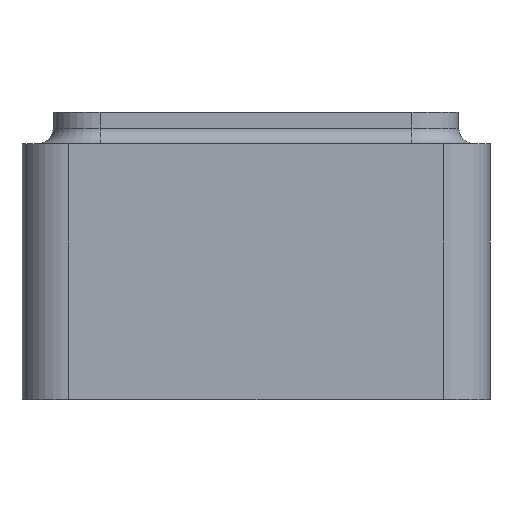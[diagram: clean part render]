
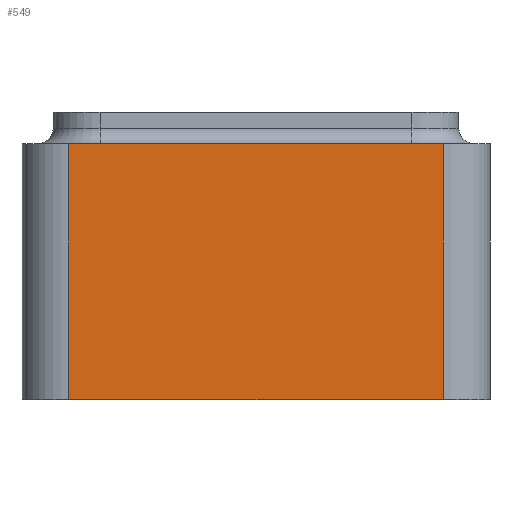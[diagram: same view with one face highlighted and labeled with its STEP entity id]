
A CAD part, left-side view. The second image highlights one B-rep face of the part: STEP entity #549.
In plain terms, the highlighted planar face has unit normal (-1, 0, 0).
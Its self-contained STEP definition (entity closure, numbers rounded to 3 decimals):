
#99=FACE_OUTER_BOUND('',#131,.T.);
#131=EDGE_LOOP('',(#483,#484,#485,#486));
#148=LINE('',#831,#196);
#167=LINE('',#911,#215);
#180=LINE('',#943,#228);
#181=LINE('',#945,#229);
#196=VECTOR('',#657,10.);
#215=VECTOR('',#744,10.);
#228=VECTOR('',#783,10.);
#229=VECTOR('',#786,10.);
#244=VERTEX_POINT('',#828);
#245=VERTEX_POINT('',#830);
#271=VERTEX_POINT('',#908);
#272=VERTEX_POINT('',#910);
#295=EDGE_CURVE('',#244,#245,#148,.T.);
#335=EDGE_CURVE('',#271,#272,#167,.T.);
#352=EDGE_CURVE('',#271,#245,#180,.T.);
#353=EDGE_CURVE('',#272,#244,#181,.T.);
#483=ORIENTED_EDGE('',*,*,#352,.T.);
#484=ORIENTED_EDGE('',*,*,#295,.F.);
#485=ORIENTED_EDGE('',*,*,#353,.F.);
#486=ORIENTED_EDGE('',*,*,#335,.F.);
#519=PLANE('',#622);
#549=ADVANCED_FACE('',(#99),#519,.T.);
#622=AXIS2_PLACEMENT_3D('',#944,#784,#785);
#657=DIRECTION('',(0.,1.,0.));
#744=DIRECTION('',(0.,-1.,0.));
#783=DIRECTION('',(0.,0.,-1.));
#784=DIRECTION('center_axis',(-1.,0.,0.));
#785=DIRECTION('ref_axis',(0.,-1.,0.));
#786=DIRECTION('',(0.,0.,-1.));
#828=CARTESIAN_POINT('',(-1.6,-0.6,-0.02));
#830=CARTESIAN_POINT('',(-1.6,0.6,-0.02));
#831=CARTESIAN_POINT('',(-1.6,-0.6,-0.02));
#908=CARTESIAN_POINT('',(-1.6,0.6,0.8));
#910=CARTESIAN_POINT('',(-1.6,-0.6,0.8));
#911=CARTESIAN_POINT('',(-1.6,0.75,0.8));
#943=CARTESIAN_POINT('',(-1.6,0.6,0.));
#944=CARTESIAN_POINT('Origin',(-1.6,0.75,0.));
#945=CARTESIAN_POINT('',(-1.6,-0.6,0.));
